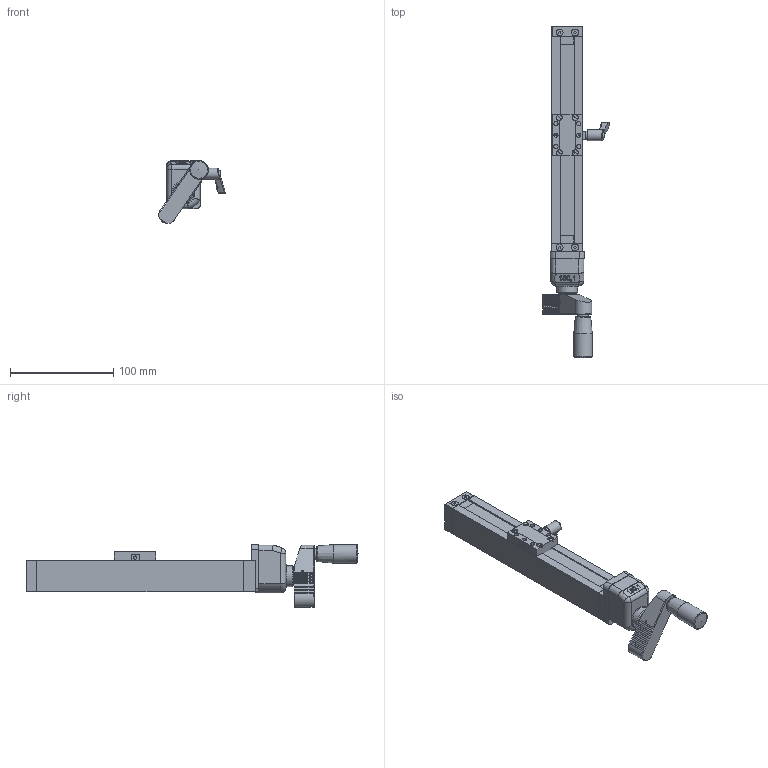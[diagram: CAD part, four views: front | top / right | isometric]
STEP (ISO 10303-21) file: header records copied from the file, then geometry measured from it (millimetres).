
FILE_DESCRIPTION(/* description */ ('Unknown'),/* implementation_level */ '2;1');
FILE_NAME(/* name */ 'Spindelantrieb-30-Schlitten40lg',/* time_stamp */ '2020-04-02T14:54:57+02:00',/* author */ ('Unknown'),/* organization */ ('Unknown'),/* preprocessor_version */ 'ST-DEVELOPER v16.7',/* originating_system */ 'Solid Edge',/* authorisation */ 'Unknown');
FILE_SCHEMA (('AUTOMOTIVE_DESIGN {1 0 10303 214 3 1 1}'));
Length unit declared in the file: millimetre
Products named in the file (7): 2-Grundeinheit30-Schlitten40lg-dy; Profil-30-Grundeinheit-dy; A-0000166-Flanschlager30-Abdeckb-Klem-dy; A-0000168-Deckel30-Abdeckb-Klem-dy; A-0000172-Schlitten30-40lg-Klem-dy; Spindel-M10-Grundeinheit-dy; A-0000177-Digianzeige30-OP3-Kurbel-dy
Assembly tree (6 placements, depth 2):
  2-Grundeinheit30-Schlitten40lg-dy
    Profil-30-Grundeinheit-dy
    A-0000166-Flanschlager30-Abdeckb-Klem-dy
    A-0000168-Deckel30-Abdeckb-Klem-dy
    A-0000172-Schlitten30-40lg-Klem-dy
    Spindel-M10-Grundeinheit-dy
    A-0000177-Digianzeige30-OP3-Kurbel-dy
Bounding box: 64.15 x 321.29 x 60.95 mm (x, y, z)
Volume: 215108.2 mm3; surface area: 95748.7 mm2
Topology: 6 solids, 11 shells, 946 faces, 2469 edges, 1602 vertices
Faces by surface type: plane 589, cylinder 229, cone 95, torus 20, bspline 10, sphere 3
Full cylindrical faces by diameter (mm): 2 x5, 3 x4, 3.1 x4, 3.242 x17, 4 x18, 4.1 x2, 4.134 x4, 4.3 x6, 4.5 x1, 6 x1, 6.3 x1, 6.5 x1, 6.72 x4, 6.843 x1, 7 x8, 7.3 x8, 7.6 x2, 8 x9, 8.376 x1, 10 x2, 10.325 x1, 10.5 x1, 11 x2, 11.8 x2, 12 x1, 14 x3, 16 x1, 17.6 x2, 18 x2, 20 x1
Entity records: 34389 total; most frequent: CARTESIAN_POINT 6771, ORIENTED_EDGE 4362, DIRECTION 4159, EDGE_CURVE 2181, VERTEX_POINT 1511, AXIS2_PLACEMENT_3D 1481, FACE_BOUND 1252, EDGE_LOOP 1236
